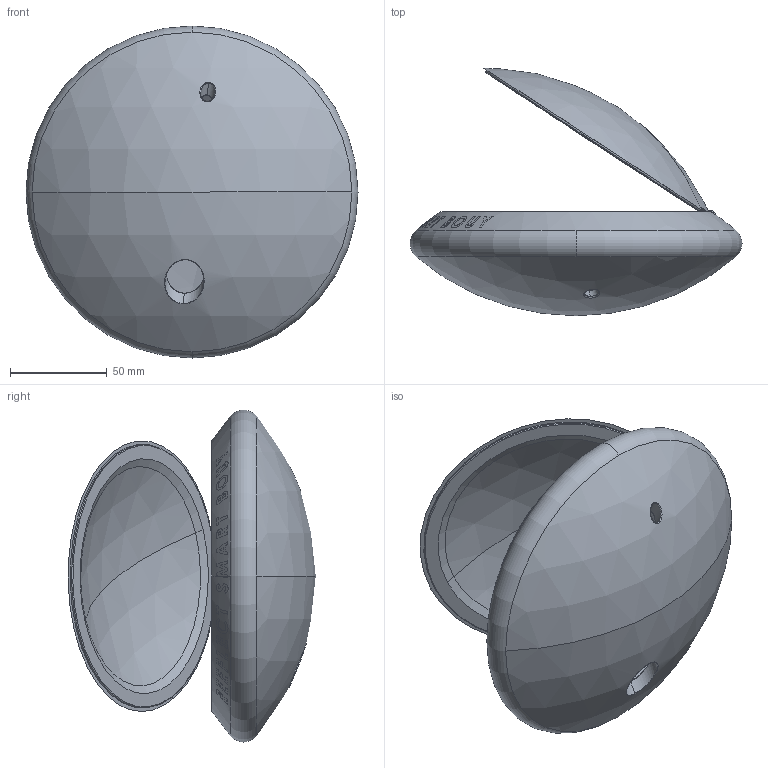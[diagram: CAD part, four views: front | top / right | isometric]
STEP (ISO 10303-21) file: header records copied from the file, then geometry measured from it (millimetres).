
FILE_DESCRIPTION (( 'STEP AP214' ), '1' );
FILE_NAME ('Assemply.STEP', '2024-10-04T16:19:28', ( '' ), ( '' ), 'SwSTEP 2.0', 'SolidWorks 2024', '' );
FILE_SCHEMA (( 'AUTOMOTIVE_DESIGN' ));
Length unit declared in the file: millimetre
Products named in the file (4): socket head cap screw_am_B18.3.1M - 1.6 x 0.35 x 12 Hex SHCS -- 12NHX; Final Buttom; Final Top; Assemply
Assembly tree (3 placements, depth 2):
  Assemply
    Final Buttom
    Final Top
    socket head cap screw_am_B18.3.1M - 1.6 x 0.35 x 12 Hex SHCS -- 12NHX
Bounding box: 171.49 x 127.84 x 171.49 mm (x, y, z)
Volume: 308188.5 mm3; surface area: 111906.4 mm2
Topology: 3 solids, 3 shells, 153 faces, 532 edges, 411 vertices
Faces by surface type: plane 46, sphere 38, cylinder 34, torus 17, bspline 12, cone 6
Entity records: 9176 total; most frequent: CARTESIAN_POINT 4277, ORIENTED_EDGE 1060, DIRECTION 1014, EDGE_CURVE 530, AXIS2_PLACEMENT_3D 451, VERTEX_POINT 411, CIRCLE 304, EDGE_LOOP 191
